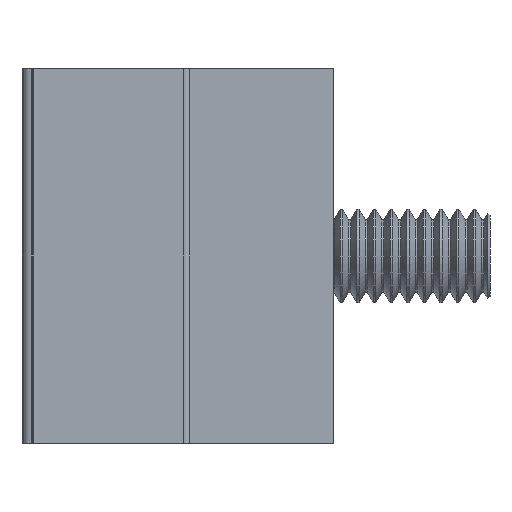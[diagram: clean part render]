
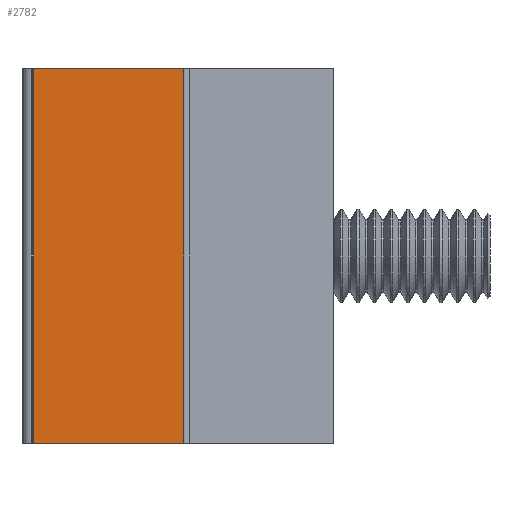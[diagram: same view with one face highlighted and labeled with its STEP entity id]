
A CAD part, left-side view. The second image highlights one B-rep face of the part: STEP entity #2782.
In plain terms, the highlighted planar face has unit normal (-1, 0, 0).
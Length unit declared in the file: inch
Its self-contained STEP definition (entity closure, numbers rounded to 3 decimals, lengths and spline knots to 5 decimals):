
#2701 = EDGE_CURVE ( 'NONE', #2749, #2712, #5657, .T. ) ;
#2712 = VERTEX_POINT ( 'NONE', #5777 ) ;
#2724 = EDGE_LOOP ( 'NONE', ( #2779, #2778, #2777, #2755 ) ) ;
#2734 = EDGE_CURVE ( 'NONE', #2781, #2712, #5779, .T. ) ;
#2735 = EDGE_CURVE ( 'NONE', #2770, #2781, #5708, .T. ) ;
#2749 = VERTEX_POINT ( 'NONE', #5768 ) ;
#2755 = ORIENTED_EDGE ( 'NONE', *, *, #2769, .T. ) ;
#2769 = EDGE_CURVE ( 'NONE', #2770, #2749, #5913, .T. ) ;
#2770 = VERTEX_POINT ( 'NONE', #5915 ) ;
#2777 = ORIENTED_EDGE ( 'NONE', *, *, #2735, .F. ) ;
#2778 = ORIENTED_EDGE ( 'NONE', *, *, #2734, .F. ) ;
#2779 = ORIENTED_EDGE ( 'NONE', *, *, #2701, .T. ) ;
#2781 = VERTEX_POINT ( 'NONE', #4963 ) ;
#2782 = ADVANCED_FACE ( 'NONE', ( #4954 ), #6205, .F. ) ;
#4954 = FACE_OUTER_BOUND ( 'NONE', #2724, .T. ) ;
#4963 = CARTESIAN_POINT ( 'NONE',  ( -1., -0.5, 0.625 ) ) ;
#5656 = CARTESIAN_POINT ( 'NONE',  ( -1., -0.5, -0.625 ) ) ;
#5657 = LINE ( 'NONE', #5656, #5786 ) ;
#5705 = DIRECTION ( 'NONE',  ( 0., -1., 0. ) ) ;
#5706 = VECTOR ( 'NONE', #5705, 39.37008 ) ;
#5707 = CARTESIAN_POINT ( 'NONE',  ( -1., -0.5, 0.625 ) ) ;
#5708 = LINE ( 'NONE', #5707, #5706 ) ;
#5710 = DIRECTION ( 'NONE',  ( 0., 0., -1. ) ) ;
#5764 = VECTOR ( 'NONE', #5710, 39.37008 ) ;
#5768 = CARTESIAN_POINT ( 'NONE',  ( -1., 0., -0.625 ) ) ;
#5777 = CARTESIAN_POINT ( 'NONE',  ( -1., -0.5, -0.625 ) ) ;
#5778 = CARTESIAN_POINT ( 'NONE',  ( -1., -0.5, 0.625 ) ) ;
#5779 = LINE ( 'NONE', #5778, #5764 ) ;
#5785 = DIRECTION ( 'NONE',  ( 0., -1., 0. ) ) ;
#5786 = VECTOR ( 'NONE', #5785, 39.37008 ) ;
#5909 = DIRECTION ( 'NONE',  ( 0., 0., -1. ) ) ;
#5910 = VECTOR ( 'NONE', #5909, 39.37008 ) ;
#5912 = CARTESIAN_POINT ( 'NONE',  ( -1., 0., 0.625 ) ) ;
#5913 = LINE ( 'NONE', #5912, #5910 ) ;
#5915 = CARTESIAN_POINT ( 'NONE',  ( -1., 0., 0.625 ) ) ;
#5975 = DIRECTION ( 'NONE',  ( 0., 0., -1. ) ) ;
#6093 = DIRECTION ( 'NONE',  ( 1., 0., 0. ) ) ;
#6094 = CARTESIAN_POINT ( 'NONE',  ( -1., -0.5, 0.625 ) ) ;
#6174 = AXIS2_PLACEMENT_3D ( 'NONE', #6094, #6093, #5975 ) ;
#6205 = PLANE ( 'NONE',  #6174 ) ;
